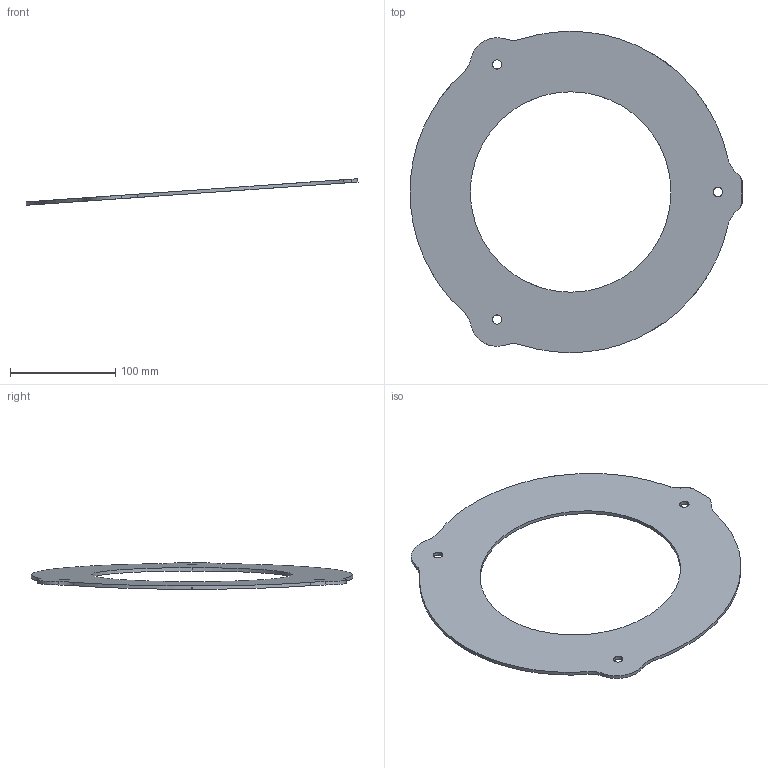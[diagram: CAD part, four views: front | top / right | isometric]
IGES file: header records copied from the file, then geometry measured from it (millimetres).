
Start section: SolidWorks IGES file using analytic representation for surfaces
Global section: file name: D1000275-v3 aLIGO_TRANSMON_TELE_BLACK_GLASS_PLATE.IGS; native system: SolidWorks 2010; preprocessor: SolidWorks 2010; author: cconley; date: 110909.111843; units: inch
Bounding box: 314.93 x 304.8 x 25.19 mm (x, y, z)
Surface area: 96952.6 mm2 (no closed solid volume)
Topology: 0 solids, 0 shells, 25 faces, 898 edges, 898 vertices
Faces by surface type: revolution 22, bspline 3
